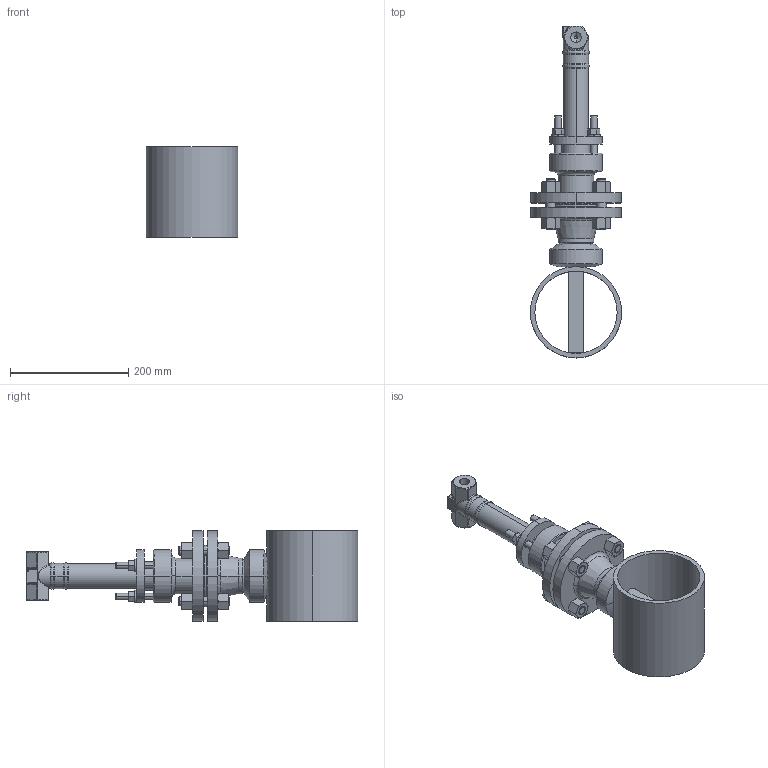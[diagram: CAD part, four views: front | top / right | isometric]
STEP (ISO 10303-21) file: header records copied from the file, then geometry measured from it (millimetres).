
FILE_DESCRIPTION((''),'2;1');
FILE_NAME('GC-485L060ACHLS2A1007_SW0001','2014-11-05T',('johnarm'),('Rosemount Measurement Division'),'PRO/ENGINEER BY PARAMETRIC TECHNOLOGY CORPORATION, 2013430','PRO/ENGINEER BY PARAMETRIC TECHNOLOGY CORPORATION, 2013430','');
FILE_SCHEMA(('CONFIG_CONTROL_DESIGN'));
Length unit declared in the file: inch
Products named in the file (1): GC-485L060ACHLS2A1007_SW0001
Bounding box: 154.08 x 560.48 x 152.4 mm (x, y, z)
Surface area: 474586.1 mm2 (no closed solid volume)
Topology: 0 solids, 56 shells, 510 faces, 1954 edges, 1492 vertices
Faces by surface type: plane 186, cone 144, cylinder 124, bspline 30, sphere 14, torus 12
Entity records: 23803 total; most frequent: CARTESIAN_POINT 8212, DIRECTION 3028, ORIENTED_EDGE 2941, EDGE_CURVE 1948, VERTEX_POINT 1492, AXIS2_PLACEMENT_3D 1058, VECTOR 912, LINE 912
